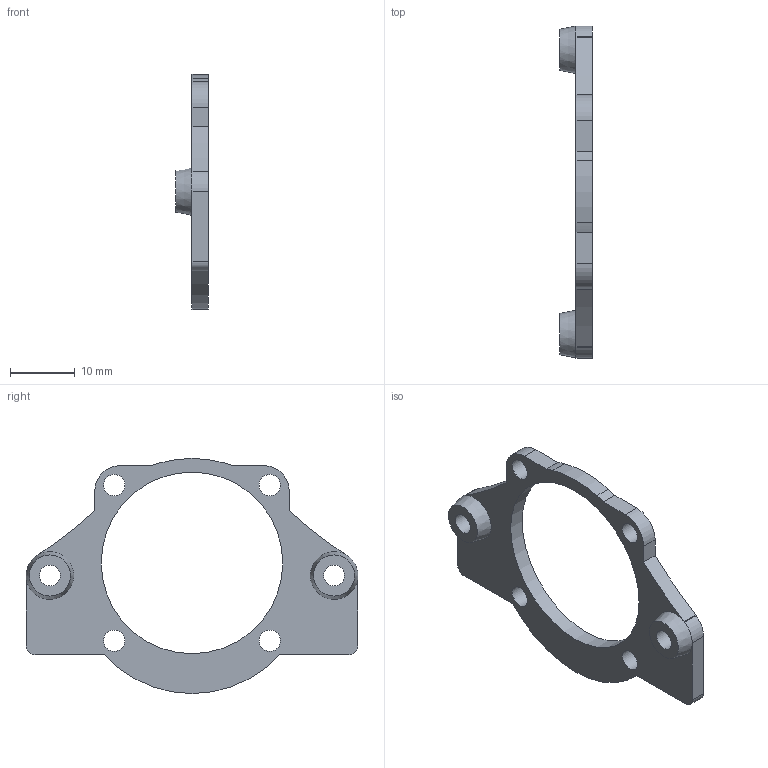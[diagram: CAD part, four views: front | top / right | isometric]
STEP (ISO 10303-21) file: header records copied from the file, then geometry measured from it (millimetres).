
FILE_DESCRIPTION(/* description */ (''),/* implementation_level */ '2;1');
FILE_NAME(/* name */ 'Mellow_SHT-36_backplate_3010.step',/* time_stamp */ '2023-01-09T19:58:21+01:00',/* author */ (''),/* organization */ (''),/* preprocessor_version */ 'ST-DEVELOPER v19.2',/* originating_system */ 'Autodesk Translation Framework v11.17.0.187',/* authorisation */ '');
FILE_SCHEMA (('AUTOMOTIVE_DESIGN { 1 0 10303 214 3 1 1 }'));
Length unit declared in the file: millimetre
Products named in the file (2): Mellow_SHT-36_mounts; STH-36_basic_geometry_backplate
Assembly tree (1 placements, depth 2):
  Mellow_SHT-36_mounts
    STH-36_basic_geometry_backplate
Bounding box: 5 x 51.18 x 36.25 mm (x, y, z)
Volume: 1894 mm3; surface area: 2283.5 mm2
Topology: 1 solids, 1 shells, 37 faces, 101 edges, 66 vertices
Faces by surface type: cylinder 20, plane 15, cone 2
Full cylindrical faces by diameter (mm): 3.2 x2, 3.3 x4, 28 x1
Entity records: 1277 total; most frequent: DIRECTION 227, CARTESIAN_POINT 207, ORIENTED_EDGE 202, EDGE_CURVE 101, AXIS2_PLACEMENT_3D 86, VERTEX_POINT 66, LINE 55, VECTOR 55
